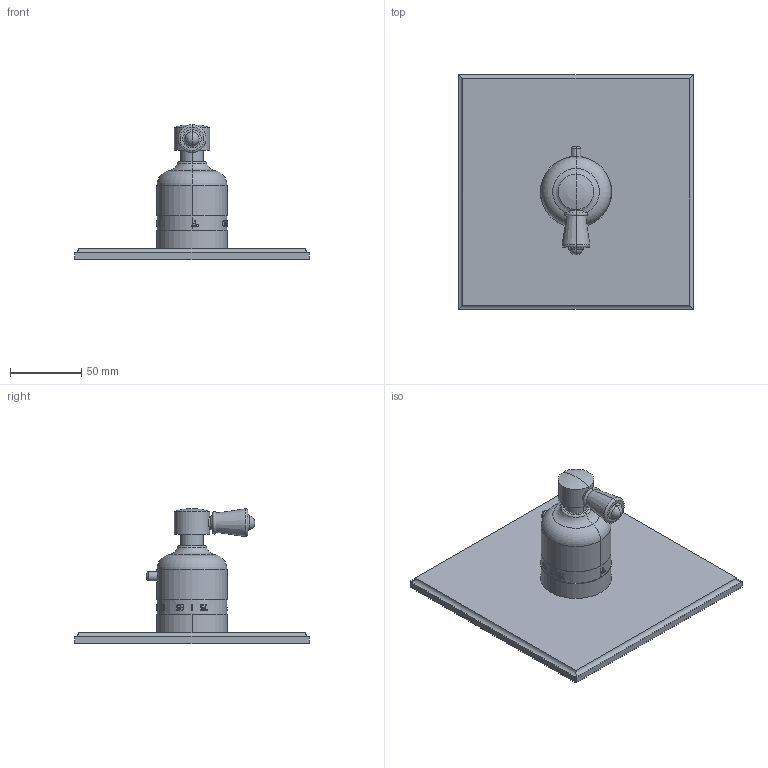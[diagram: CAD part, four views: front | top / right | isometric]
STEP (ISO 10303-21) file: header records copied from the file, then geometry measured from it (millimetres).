
FILE_DESCRIPTION((''),'2;1');
FILE_NAME('3-1204TS','2020-12-02T14:39:05',('jinson.thomas'),(''),'CREO PARAMETRIC BY PTC INC, 2018400','CREO PARAMETRIC BY PTC INC, 2018400','');
FILE_SCHEMA(('CONFIG_CONTROL_DESIGN'));
Length unit declared in the file: inch
Products named in the file (1): 3-1204TS
Bounding box: 165.1 x 165.1 x 94.96 mm (x, y, z)
Volume: 332317.7 mm3; surface area: 71344.7 mm2
Topology: 1 solids, 1 shells, 402 faces, 1103 edges, 723 vertices
Faces by surface type: plane 335, cylinder 43, torus 16, sphere 6, cone 2
Entity records: 13315 total; most frequent: CARTESIAN_POINT 3776, ORIENTED_EDGE 2194, DIRECTION 1655, EDGE_CURVE 1097, VERTEX_POINT 723, AXIS2_PLACEMENT_3D 590, VECTOR 475, LINE 475
